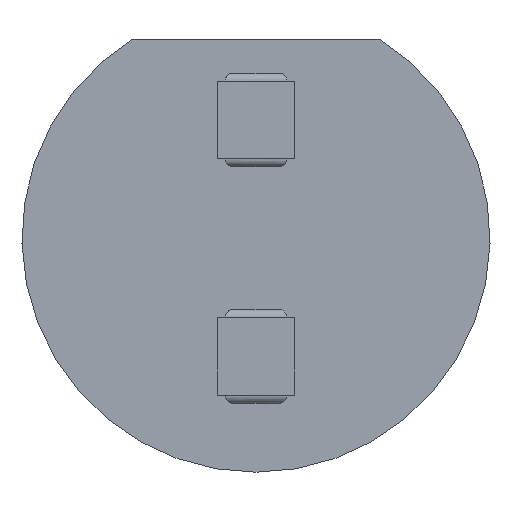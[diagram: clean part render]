
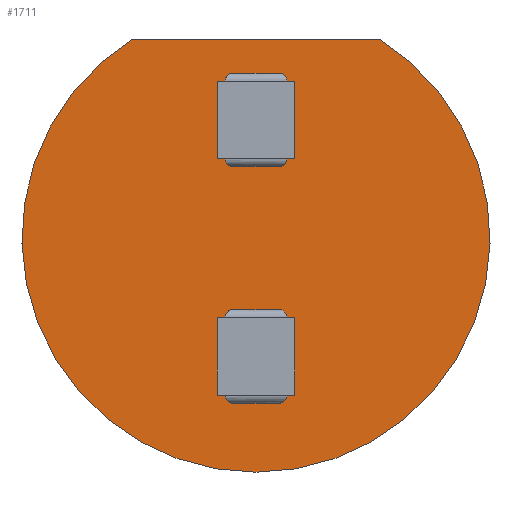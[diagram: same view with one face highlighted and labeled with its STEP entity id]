
A CAD part, front view. The second image highlights one B-rep face of the part: STEP entity #1711.
In plain terms, the highlighted planar face has unit normal (0, -1, 0).
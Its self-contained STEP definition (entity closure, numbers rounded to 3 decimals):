
#154=PLANE('',#1818);
#196=FACE_BOUND('',#328,.T.);
#197=FACE_BOUND('',#329,.T.);
#226=FACE_OUTER_BOUND('',#327,.T.);
#327=EDGE_LOOP('',(#1307,#1308));
#328=EDGE_LOOP('',(#1309,#1310,#1311,#1312));
#329=EDGE_LOOP('',(#1313,#1314,#1315,#1316));
#444=LINE('',#2532,#621);
#447=LINE('',#2537,#624);
#449=LINE('',#2541,#626);
#451=LINE('',#2544,#628);
#452=LINE('',#2548,#629);
#455=LINE('',#2553,#632);
#457=LINE('',#2557,#634);
#459=LINE('',#2560,#636);
#461=LINE('',#2566,#638);
#621=VECTOR('',#2019,0.98);
#624=VECTOR('',#2024,0.98);
#626=VECTOR('',#2028,0.98);
#628=VECTOR('',#2032,0.98);
#629=VECTOR('',#2035,0.98);
#632=VECTOR('',#2040,0.98);
#634=VECTOR('',#2044,0.98);
#636=VECTOR('',#2048,0.98);
#638=VECTOR('',#2052,3.132);
#764=CIRCLE('',#1819,2.95);
#827=VERTEX_POINT('',#2530);
#828=VERTEX_POINT('',#2531);
#829=VERTEX_POINT('',#2536);
#830=VERTEX_POINT('',#2540);
#831=VERTEX_POINT('',#2546);
#832=VERTEX_POINT('',#2547);
#833=VERTEX_POINT('',#2552);
#834=VERTEX_POINT('',#2556);
#835=VERTEX_POINT('',#2562);
#837=VERTEX_POINT('',#2565);
#994=EDGE_CURVE('',#827,#828,#444,.T.);
#997=EDGE_CURVE('',#828,#829,#447,.T.);
#999=EDGE_CURVE('',#829,#830,#449,.T.);
#1001=EDGE_CURVE('',#830,#827,#451,.T.);
#1002=EDGE_CURVE('',#831,#832,#452,.T.);
#1005=EDGE_CURVE('',#832,#833,#455,.T.);
#1007=EDGE_CURVE('',#833,#834,#457,.T.);
#1009=EDGE_CURVE('',#834,#831,#459,.T.);
#1011=EDGE_CURVE('',#837,#835,#461,.T.);
#1015=EDGE_CURVE('',#837,#835,#764,.T.);
#1307=ORIENTED_EDGE('',*,*,#1011,.T.);
#1308=ORIENTED_EDGE('',*,*,#1015,.F.);
#1309=ORIENTED_EDGE('',*,*,#999,.T.);
#1310=ORIENTED_EDGE('',*,*,#1001,.T.);
#1311=ORIENTED_EDGE('',*,*,#994,.T.);
#1312=ORIENTED_EDGE('',*,*,#997,.T.);
#1313=ORIENTED_EDGE('',*,*,#1007,.T.);
#1314=ORIENTED_EDGE('',*,*,#1009,.T.);
#1315=ORIENTED_EDGE('',*,*,#1002,.T.);
#1316=ORIENTED_EDGE('',*,*,#1005,.T.);
#1711=ADVANCED_FACE('',(#226,#196,#197),#154,.T.);
#1818=AXIS2_PLACEMENT_3D('',#2572,#2056,#2057);
#1819=AXIS2_PLACEMENT_3D('',#2573,#2058,#2059);
#2019=DIRECTION('',(0.,0.,-1.));
#2024=DIRECTION('',(-1.,0.,0.));
#2028=DIRECTION('',(0.,0.,1.));
#2032=DIRECTION('',(1.,0.,0.));
#2035=DIRECTION('',(0.,0.,-1.));
#2040=DIRECTION('',(-1.,0.,0.));
#2044=DIRECTION('',(0.,0.,1.));
#2048=DIRECTION('',(1.,0.,0.));
#2052=DIRECTION('',(-1.,0.,0.));
#2056=DIRECTION('center_axis',(0.,-1.,0.));
#2057=DIRECTION('ref_axis',(0.,0.,-1.));
#2058=DIRECTION('center_axis',(0.,1.,0.));
#2059=DIRECTION('ref_axis',(1.,0.,0.));
#2530=CARTESIAN_POINT('',(0.49,0.,1.98));
#2531=CARTESIAN_POINT('',(0.49,0.,1.));
#2532=CARTESIAN_POINT('',(0.49,0.,0.745));
#2536=CARTESIAN_POINT('',(-0.49,0.,1.));
#2537=CARTESIAN_POINT('',(-1.475,0.,1.));
#2540=CARTESIAN_POINT('',(-0.49,0.,1.98));
#2541=CARTESIAN_POINT('',(-0.49,0.,0.745));
#2544=CARTESIAN_POINT('',(-1.475,0.,1.98));
#2546=CARTESIAN_POINT('',(0.49,0.,-1.));
#2547=CARTESIAN_POINT('',(0.49,0.,-1.98));
#2548=CARTESIAN_POINT('',(0.49,0.,-0.745));
#2552=CARTESIAN_POINT('',(-0.49,0.,-1.98));
#2553=CARTESIAN_POINT('',(-1.475,0.,-1.98));
#2556=CARTESIAN_POINT('',(-0.49,0.,-1.));
#2557=CARTESIAN_POINT('',(-0.49,0.,-0.745));
#2560=CARTESIAN_POINT('',(-1.475,0.,-1.));
#2562=CARTESIAN_POINT('',(-1.566,0.,2.5));
#2565=CARTESIAN_POINT('',(1.566,0.,2.5));
#2566=CARTESIAN_POINT('',(-1.475,0.,2.5));
#2572=CARTESIAN_POINT('Origin',(-2.95,0.,0.));
#2573=CARTESIAN_POINT('Origin',(0.,0.,0.));
